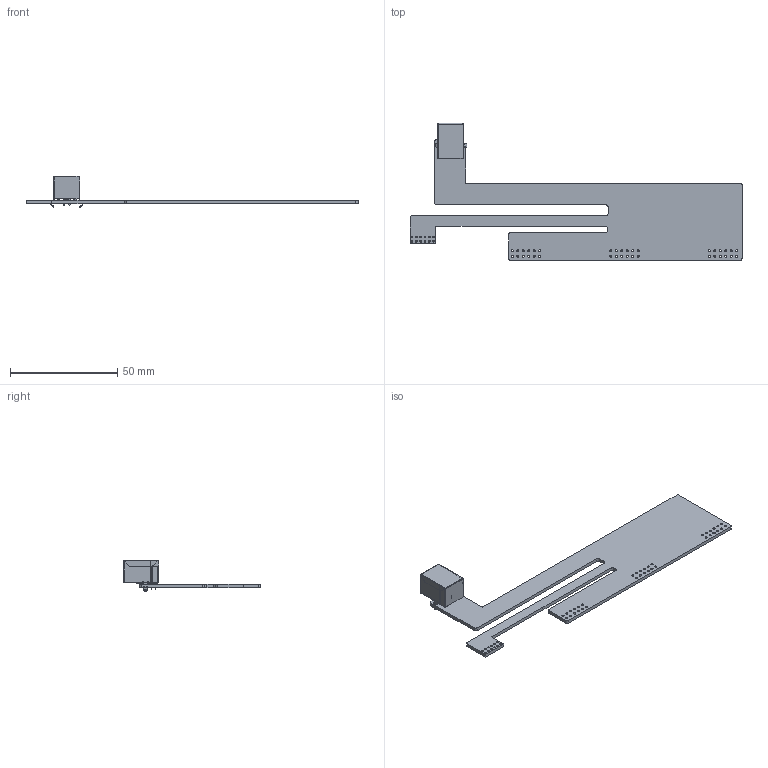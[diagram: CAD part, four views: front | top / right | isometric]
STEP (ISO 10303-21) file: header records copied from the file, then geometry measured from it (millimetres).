
FILE_DESCRIPTION(('KiCad electronic assembly'),'2;1');
FILE_NAME('BalancedSurroundOutBus.step','2022-12-07T18:28:07',('Pcbnew') ,('Kicad'),'Open CASCADE STEP processor 7.6','KiCad to STEP converter' ,'Unknown');
FILE_SCHEMA(('AUTOMOTIVE_DESIGN { 1 0 10303 214 1 1 1 1 }'));
Length unit declared in the file: millimetre
Products named in the file (4): BalancedSurroundOutBus 1; lumberg_2411_07; COMPOUND; BalancedSurroundOutBus PCB
Assembly tree (3 placements, depth 3):
  BalancedSurroundOutBus 1
    lumberg_2411_07
      COMPOUND
    BalancedSurroundOutBus PCB
Bounding box: 155 x 64 x 14.87 mm (x, y, z)
Volume: 8364.6 mm3; surface area: 13738.8 mm2
Topology: 6 solids, 7 shells, 683 faces, 1912 edges, 1233 vertices
Faces by surface type: plane 447, cylinder 203, bspline 33
Full cylindrical faces by diameter (mm): 0.8 x12, 0.95 x4, 1 x36, 2.3 x1
Entity records: 56126 total; most frequent: CARTESIAN_POINT 18369, DIRECTION 6869, LINE 4656, VECTOR 4656, ORIENTED_EDGE 3816, PCURVE 3816, DEFINITIONAL_REPRESENTATION 3816, EDGE_CURVE 1912
